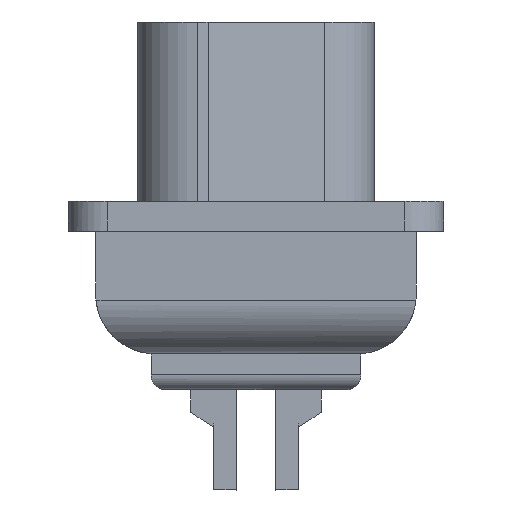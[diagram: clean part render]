
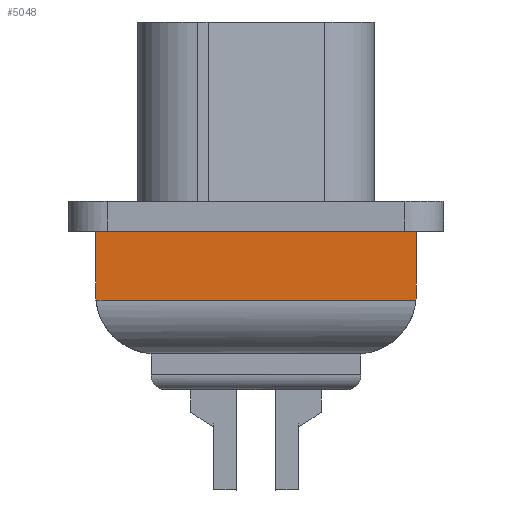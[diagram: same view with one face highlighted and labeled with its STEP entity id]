
A CAD part, left-side view. The second image highlights one B-rep face of the part: STEP entity #5048.
In plain terms, the highlighted planar face has unit normal (-1, 0, 0).
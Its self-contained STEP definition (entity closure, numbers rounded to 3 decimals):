
#5006=AXIS2_PLACEMENT_3D('Plane Axis2P3D',#5003,#5004,#5005) ;
#4897=CARTESIAN_POINT('Vertex',(5.97,11.635,8.65)) ;
#4900=CARTESIAN_POINT('Line Origine',(5.97,6.275,8.65)) ;
#4904=CARTESIAN_POINT('Vertex',(5.97,0.915,8.65)) ;
#4984=CARTESIAN_POINT('Line Origine',(5.97,0.915,7.6)) ;
#4988=CARTESIAN_POINT('Vertex',(5.97,0.915,6.55)) ;
#5003=CARTESIAN_POINT('Axis2P3D Location',(5.97,13.775,6.35)) ;
#5008=CARTESIAN_POINT('Line Origine',(5.97,11.635,7.634)) ;
#5012=CARTESIAN_POINT('Vertex',(5.97,11.635,6.617)) ;
#5016=CARTESIAN_POINT('Control Point',(5.97,11.626,6.35)) ;
#5017=CARTESIAN_POINT('Control Point',(5.97,11.631,6.403)) ;
#5018=CARTESIAN_POINT('Control Point',(5.97,11.635,6.457)) ;
#5019=CARTESIAN_POINT('Control Point',(5.97,11.637,6.51)) ;
#5020=CARTESIAN_POINT('Control Point',(5.97,11.637,6.564)) ;
#5021=CARTESIAN_POINT('Control Point',(5.97,11.635,6.617)) ;
#5022=CARTESIAN_POINT('Vertex',(5.97,11.626,6.35)) ;
#5025=CARTESIAN_POINT('Line Origine',(5.97,6.275,6.35)) ;
#5029=CARTESIAN_POINT('Vertex',(5.97,0.925,6.35)) ;
#5033=CARTESIAN_POINT('Control Point',(5.97,0.915,6.55)) ;
#5034=CARTESIAN_POINT('Control Point',(5.97,0.915,6.51)) ;
#5035=CARTESIAN_POINT('Control Point',(5.97,0.916,6.47)) ;
#5036=CARTESIAN_POINT('Control Point',(5.97,0.918,6.43)) ;
#5037=CARTESIAN_POINT('Control Point',(5.97,0.921,6.39)) ;
#5038=CARTESIAN_POINT('Control Point',(5.97,0.925,6.35)) ;
#4901=DIRECTION('Vector Direction',(0.,-1.,0.)) ;
#4985=DIRECTION('Vector Direction',(0.,0.,-1.)) ;
#5004=DIRECTION('Axis2P3D Direction',(-1.,-0.,0.)) ;
#5005=DIRECTION('Axis2P3D XDirection',(0.,0.,-1.)) ;
#5009=DIRECTION('Vector Direction',(0.,0.,1.)) ;
#5026=DIRECTION('Vector Direction',(0.,-1.,0.)) ;
#4902=VECTOR('Line Direction',#4901,1.) ;
#4986=VECTOR('Line Direction',#4985,1.) ;
#5010=VECTOR('Line Direction',#5009,1.) ;
#5027=VECTOR('Line Direction',#5026,1.) ;
#5041=ORIENTED_EDGE('',*,*,#4906,.F.) ;
#5042=ORIENTED_EDGE('',*,*,#5014,.F.) ;
#5043=ORIENTED_EDGE('',*,*,#5024,.F.) ;
#5044=ORIENTED_EDGE('',*,*,#5031,.T.) ;
#5045=ORIENTED_EDGE('',*,*,#5039,.F.) ;
#5046=ORIENTED_EDGE('',*,*,#4990,.F.) ;
#5048=ADVANCED_FACE('Hauptk\X2\00F6\X0\rper',(#5047),#5007,.T.) ;
#5015=B_SPLINE_CURVE_WITH_KNOTS('',5,(#5016,#5017,#5018,#5019,#5020,#5021),.UNSPECIFIED.,.F.,.U.,(6,6),(0.,0.378),.UNSPECIFIED.) ;
#5032=B_SPLINE_CURVE_WITH_KNOTS('',5,(#5033,#5034,#5035,#5036,#5037,#5038),.UNSPECIFIED.,.F.,.U.,(6,6),(0.,0.283),.UNSPECIFIED.) ;
#4906=EDGE_CURVE('',#4898,#4905,#4903,.T.) ;
#4990=EDGE_CURVE('',#4905,#4989,#4987,.T.) ;
#5014=EDGE_CURVE('',#5013,#4898,#5011,.T.) ;
#5024=EDGE_CURVE('',#5023,#5013,#5015,.T.) ;
#5031=EDGE_CURVE('',#5023,#5030,#5028,.T.) ;
#5039=EDGE_CURVE('',#4989,#5030,#5032,.T.) ;
#5040=EDGE_LOOP('',(#5041,#5042,#5043,#5044,#5045,#5046)) ;
#5047=FACE_OUTER_BOUND('',#5040,.T.) ;
#4903=LINE('Line',#4900,#4902) ;
#4987=LINE('Line',#4984,#4986) ;
#5011=LINE('Line',#5008,#5010) ;
#5028=LINE('Line',#5025,#5027) ;
#5007=PLANE('',#5006) ;
#4898=VERTEX_POINT('',#4897) ;
#4905=VERTEX_POINT('',#4904) ;
#4989=VERTEX_POINT('',#4988) ;
#5013=VERTEX_POINT('',#5012) ;
#5023=VERTEX_POINT('',#5022) ;
#5030=VERTEX_POINT('',#5029) ;
